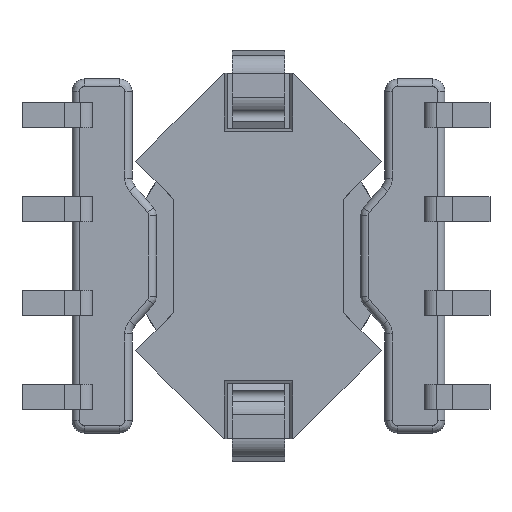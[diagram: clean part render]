
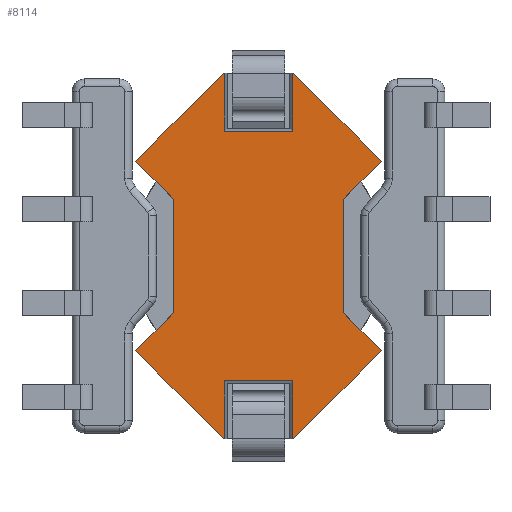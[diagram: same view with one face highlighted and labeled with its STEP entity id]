
A CAD part, front view. The second image highlights one B-rep face of the part: STEP entity #8114.
In plain terms, the highlighted face is planar.
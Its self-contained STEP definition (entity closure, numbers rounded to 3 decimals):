
#983=FACE_OUTER_BOUND('',#1470,.T.);
#1470=EDGE_LOOP('',(#6900,#6901,#6902,#6903,#6904,#6905,#6906,#6907,#6908,
#6909,#6910,#6911,#6912,#6913,#6914,#6915,#6916,#6917,#6918,#6919));
#2195=LINE('',#13608,#2982);
#2198=LINE('',#13614,#2985);
#2202=LINE('',#13621,#2989);
#2204=LINE('',#13625,#2991);
#2206=LINE('',#13630,#2993);
#2211=LINE('',#13639,#2998);
#2225=LINE('',#13716,#3012);
#2230=LINE('',#13723,#3017);
#2232=LINE('',#13728,#3019);
#2234=LINE('',#13732,#3021);
#2235=LINE('',#13735,#3022);
#2237=LINE('',#13739,#3024);
#2238=LINE('',#13742,#3025);
#2242=LINE('',#13749,#3029);
#2243=LINE('',#13752,#3030);
#2244=LINE('',#13754,#3031);
#2245=LINE('',#13755,#3032);
#2246=LINE('',#13757,#3033);
#2247=LINE('',#13759,#3034);
#2248=LINE('',#13760,#3035);
#2982=VECTOR('',#10681,1000.);
#2985=VECTOR('',#10686,1000.);
#2989=VECTOR('',#10690,1000.);
#2991=VECTOR('',#10694,1000.);
#2993=VECTOR('',#10698,1000.);
#2998=VECTOR('',#10705,1000.);
#3012=VECTOR('',#10737,1000.);
#3017=VECTOR('',#10744,1000.);
#3019=VECTOR('',#10748,1000.);
#3021=VECTOR('',#10754,1000.);
#3022=VECTOR('',#10759,1000.);
#3024=VECTOR('',#10763,1000.);
#3025=VECTOR('',#10766,1000.);
#3029=VECTOR('',#10770,1000.);
#3030=VECTOR('',#10773,1000.);
#3031=VECTOR('',#10774,1000.);
#3032=VECTOR('',#10775,1000.);
#3033=VECTOR('',#10776,1000.);
#3034=VECTOR('',#10777,1000.);
#3035=VECTOR('',#10778,1000.);
#3703=VERTEX_POINT('',#13605);
#3704=VERTEX_POINT('',#13607);
#3705=VERTEX_POINT('',#13611);
#3706=VERTEX_POINT('',#13613);
#3709=VERTEX_POINT('',#13619);
#3710=VERTEX_POINT('',#13623);
#3711=VERTEX_POINT('',#13627);
#3712=VERTEX_POINT('',#13629);
#3715=VERTEX_POINT('',#13637);
#3731=VERTEX_POINT('',#13715);
#3732=VERTEX_POINT('',#13721);
#3733=VERTEX_POINT('',#13725);
#3734=VERTEX_POINT('',#13727);
#3735=VERTEX_POINT('',#13737);
#3736=VERTEX_POINT('',#13741);
#3739=VERTEX_POINT('',#13747);
#3740=VERTEX_POINT('',#13751);
#3741=VERTEX_POINT('',#13753);
#3742=VERTEX_POINT('',#13756);
#3743=VERTEX_POINT('',#13758);
#4754=EDGE_CURVE('',#3704,#3703,#2195,.T.);
#4757=EDGE_CURVE('',#3705,#3706,#2198,.T.);
#4761=EDGE_CURVE('',#3709,#3703,#2202,.T.);
#4763=EDGE_CURVE('',#3705,#3710,#2204,.T.);
#4765=EDGE_CURVE('',#3711,#3712,#2206,.T.);
#4770=EDGE_CURVE('',#3715,#3711,#2211,.T.);
#4791=EDGE_CURVE('',#3704,#3731,#2225,.T.);
#4796=EDGE_CURVE('',#3710,#3732,#2230,.T.);
#4798=EDGE_CURVE('',#3734,#3733,#2232,.T.);
#4801=EDGE_CURVE('',#3715,#3731,#2234,.T.);
#4803=EDGE_CURVE('',#3734,#3732,#2235,.T.);
#4805=EDGE_CURVE('',#3735,#3733,#2237,.T.);
#4806=EDGE_CURVE('',#3736,#3712,#2238,.T.);
#4810=EDGE_CURVE('',#3735,#3739,#2242,.T.);
#4811=EDGE_CURVE('',#3740,#3709,#2243,.T.);
#4812=EDGE_CURVE('',#3741,#3740,#2244,.T.);
#4813=EDGE_CURVE('',#3741,#3706,#2245,.T.);
#4814=EDGE_CURVE('',#3742,#3739,#2246,.T.);
#4815=EDGE_CURVE('',#3742,#3743,#2247,.T.);
#4816=EDGE_CURVE('',#3743,#3736,#2248,.T.);
#6900=ORIENTED_EDGE('',*,*,#4811,.F.);
#6901=ORIENTED_EDGE('',*,*,#4812,.F.);
#6902=ORIENTED_EDGE('',*,*,#4813,.T.);
#6903=ORIENTED_EDGE('',*,*,#4757,.F.);
#6904=ORIENTED_EDGE('',*,*,#4763,.T.);
#6905=ORIENTED_EDGE('',*,*,#4796,.T.);
#6906=ORIENTED_EDGE('',*,*,#4803,.F.);
#6907=ORIENTED_EDGE('',*,*,#4798,.T.);
#6908=ORIENTED_EDGE('',*,*,#4805,.F.);
#6909=ORIENTED_EDGE('',*,*,#4810,.T.);
#6910=ORIENTED_EDGE('',*,*,#4814,.F.);
#6911=ORIENTED_EDGE('',*,*,#4815,.T.);
#6912=ORIENTED_EDGE('',*,*,#4816,.T.);
#6913=ORIENTED_EDGE('',*,*,#4806,.T.);
#6914=ORIENTED_EDGE('',*,*,#4765,.F.);
#6915=ORIENTED_EDGE('',*,*,#4770,.F.);
#6916=ORIENTED_EDGE('',*,*,#4801,.T.);
#6917=ORIENTED_EDGE('',*,*,#4791,.F.);
#6918=ORIENTED_EDGE('',*,*,#4754,.T.);
#6919=ORIENTED_EDGE('',*,*,#4761,.F.);
#7368=PLANE('',#8830);
#8114=ADVANCED_FACE('',(#983),#7368,.T.);
#8830=AXIS2_PLACEMENT_3D('',#13750,#10771,#10772);
#10681=DIRECTION('',(-0.707,0.,0.707));
#10686=DIRECTION('',(0.,0.,-1.));
#10690=DIRECTION('',(0.,0.,-1.));
#10694=DIRECTION('',(0.707,0.,0.707));
#10698=DIRECTION('',(0.707,0.,0.707));
#10705=DIRECTION('',(0.707,0.,-0.707));
#10737=DIRECTION('',(0.707,0.,0.707));
#10744=DIRECTION('',(0.707,0.,-0.707));
#10748=DIRECTION('',(0.707,0.,0.707));
#10754=DIRECTION('',(-1.,0.,0.));
#10759=DIRECTION('',(-1.,0.,0.));
#10763=DIRECTION('',(-0.707,0.,0.707));
#10766=DIRECTION('',(0.,0.,-1.));
#10770=DIRECTION('',(0.,0.,-1.));
#10771=DIRECTION('center_axis',(0.,1.,0.));
#10772=DIRECTION('ref_axis',(0.,0.,1.));
#10773=DIRECTION('',(-1.,0.,0.));
#10774=DIRECTION('',(0.,0.,-1.));
#10775=DIRECTION('',(-1.,0.,0.));
#10776=DIRECTION('',(1.,0.,0.));
#10777=DIRECTION('',(0.,0.,-1.));
#10778=DIRECTION('',(1.,0.,0.));
#13605=CARTESIAN_POINT('',(-7.3,5.25,-1.397));
#13607=CARTESIAN_POINT('',(-3.787,5.25,-4.911));
#13608=CARTESIAN_POINT('',(-4.349,5.25,-4.349));
#13611=CARTESIAN_POINT('',(-7.3,5.25,1.397));
#13613=CARTESIAN_POINT('',(-7.3,5.25,1.365));
#13614=CARTESIAN_POINT('',(-7.3,5.25,0.));
#13619=CARTESIAN_POINT('',(-7.3,5.25,-1.365));
#13621=CARTESIAN_POINT('',(-7.3,5.25,0.));
#13623=CARTESIAN_POINT('',(-3.787,5.25,4.911));
#13625=CARTESIAN_POINT('',(-4.349,5.25,4.349));
#13627=CARTESIAN_POINT('',(3.787,5.25,-4.911));
#13629=CARTESIAN_POINT('',(7.3,5.25,-1.397));
#13630=CARTESIAN_POINT('',(4.349,5.25,-4.349));
#13637=CARTESIAN_POINT('',(2.276,5.25,-3.4));
#13639=CARTESIAN_POINT('',(-0.562,5.25,-0.562));
#13715=CARTESIAN_POINT('',(-2.276,5.25,-3.4));
#13716=CARTESIAN_POINT('',(0.562,5.25,-0.562));
#13721=CARTESIAN_POINT('',(-2.276,5.25,3.4));
#13723=CARTESIAN_POINT('',(0.562,5.25,0.562));
#13725=CARTESIAN_POINT('',(3.787,5.25,4.911));
#13727=CARTESIAN_POINT('',(2.276,5.25,3.4));
#13728=CARTESIAN_POINT('',(-0.562,5.25,0.562));
#13732=CARTESIAN_POINT('',(0.,5.25,-3.4));
#13735=CARTESIAN_POINT('',(0.,5.25,3.4));
#13737=CARTESIAN_POINT('',(7.3,5.25,1.397));
#13739=CARTESIAN_POINT('',(4.349,5.25,4.349));
#13741=CARTESIAN_POINT('',(7.3,5.25,-1.365));
#13742=CARTESIAN_POINT('',(7.3,5.25,0.));
#13747=CARTESIAN_POINT('',(7.3,5.25,1.365));
#13749=CARTESIAN_POINT('',(7.3,5.25,0.));
#13750=CARTESIAN_POINT('Origin',(0.,5.25,0.));
#13751=CARTESIAN_POINT('',(-4.985,5.25,-1.365));
#13752=CARTESIAN_POINT('',(0.,5.25,-1.365));
#13753=CARTESIAN_POINT('',(-4.985,5.25,1.365));
#13754=CARTESIAN_POINT('',(-4.985,5.25,0.));
#13755=CARTESIAN_POINT('',(0.,5.25,1.365));
#13756=CARTESIAN_POINT('',(4.985,5.25,1.365));
#13757=CARTESIAN_POINT('',(0.,5.25,1.365));
#13758=CARTESIAN_POINT('',(4.985,5.25,-1.365));
#13759=CARTESIAN_POINT('',(4.985,5.25,0.));
#13760=CARTESIAN_POINT('',(0.,5.25,-1.365));
